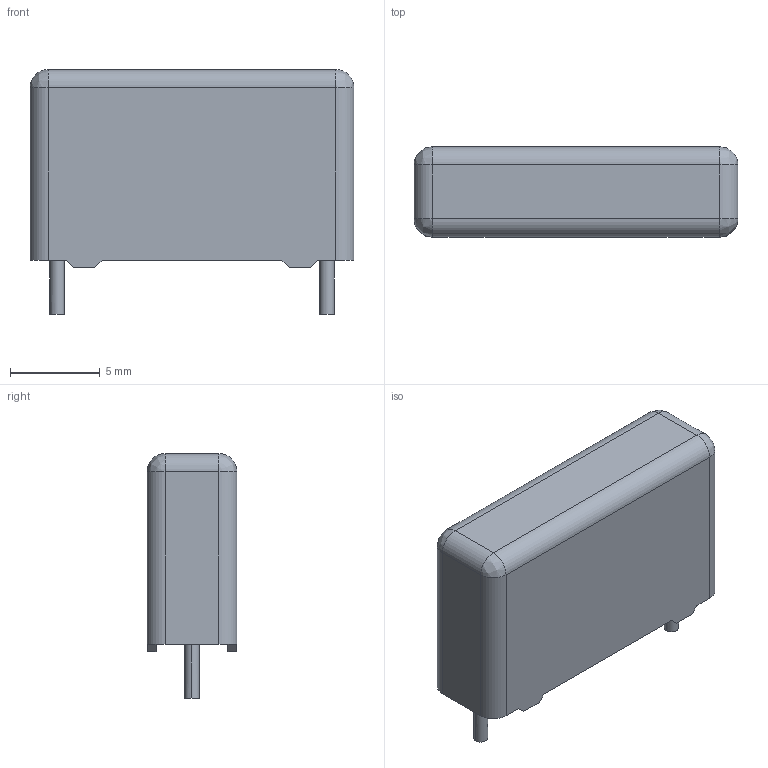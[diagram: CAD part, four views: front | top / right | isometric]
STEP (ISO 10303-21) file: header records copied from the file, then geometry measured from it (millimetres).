
FILE_DESCRIPTION (( 'STEP AP214' ), '1' );
FILE_NAME ('User Library-CPLP15mm.STEP', '2014-01-12T18:01:45', ( 'Windows User' ), ( '' ), 'SwSTEP 2.0', 'SolidWorks 2014', '' );
FILE_SCHEMA (( 'AUTOMOTIVE_DESIGN' ));
Length unit declared in the file: millimetre
Products named in the file (1): User Library-CPLP15mm
Bounding box: 18 x 5 x 13.6 mm (x, y, z)
Volume: 878.8 mm3; surface area: 680.3 mm2
Topology: 1 solids, 1 shells, 61 faces, 156 edges, 89 vertices
Faces by surface type: plane 28, cylinder 20, bspline 13
Entity records: 3704 total; most frequent: CARTESIAN_POINT 1640, ORIENTED_EDGE 296, DIRECTION 266, EDGE_CURVE 148, LINE 94, VECTOR 94, VERTEX_POINT 89, AXIS2_PLACEMENT_3D 86
